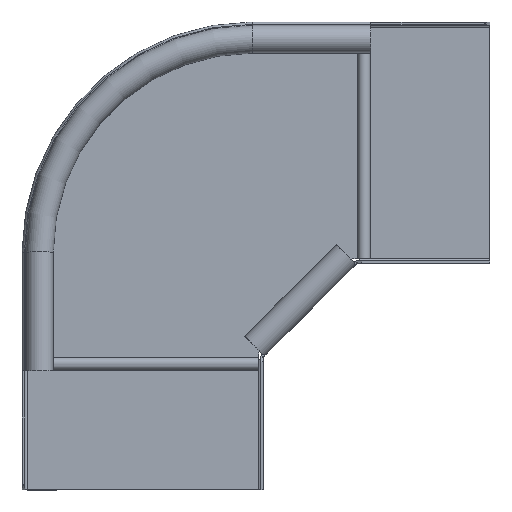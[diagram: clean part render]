
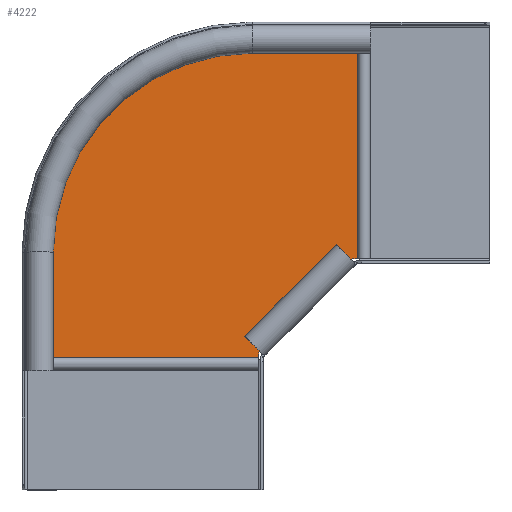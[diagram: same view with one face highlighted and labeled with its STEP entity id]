
A CAD part, top view. The second image highlights one B-rep face of the part: STEP entity #4222.
In plain terms, the highlighted planar face has unit normal (0, 0, 1).
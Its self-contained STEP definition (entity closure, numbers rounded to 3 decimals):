
#59 = VECTOR ( 'NONE', #3736, 1000. ) ;
#142 = CARTESIAN_POINT ( 'NONE',  ( 42.752, 200.08, 0. ) ) ;
#159 = EDGE_LOOP ( 'NONE', ( #3961, #1028, #1888, #1025, #5095, #4073, #3362, #2789 ) ) ;
#167 = VECTOR ( 'NONE', #1153, 1000. ) ;
#500 = CARTESIAN_POINT ( 'NONE',  ( 42.752, 100.08, 0. ) ) ;
#756 = EDGE_CURVE ( 'NONE', #3004, #1504, #1511, .T. ) ;
#855 = VECTOR ( 'NONE', #3681, 1000. ) ;
#926 = AXIS2_PLACEMENT_3D ( 'NONE', #1471, #1130, #1892 ) ;
#1025 = ORIENTED_EDGE ( 'NONE', *, *, #2070, .F. ) ;
#1028 = ORIENTED_EDGE ( 'NONE', *, *, #756, .T. ) ;
#1063 = VECTOR ( 'NONE', #4726, 1000. ) ;
#1130 = DIRECTION ( 'NONE',  ( 0., 0., -1. ) ) ;
#1142 = CARTESIAN_POINT ( 'NONE',  ( 0., 59.3, 0. ) ) ;
#1153 = DIRECTION ( 'NONE',  ( 0., 1., 0. ) ) ;
#1202 = AXIS2_PLACEMENT_3D ( 'NONE', #2177, #1788, #3764 ) ;
#1393 = CARTESIAN_POINT ( 'NONE',  ( 42.752, 200.08, 0. ) ) ;
#1394 = VERTEX_POINT ( 'NONE', #3494 ) ;
#1421 = VECTOR ( 'NONE', #2729, 1000. ) ;
#1471 = CARTESIAN_POINT ( 'NONE',  ( -100., 57.328, 0. ) ) ;
#1480 = CARTESIAN_POINT ( 'NONE',  ( -100., 103.08, 0. ) ) ;
#1504 = VERTEX_POINT ( 'NONE', #2087 ) ;
#1511 = LINE ( 'NONE', #1142, #1421 ) ;
#1788 = DIRECTION ( 'NONE',  ( 0., 0., 1. ) ) ;
#1828 = VERTEX_POINT ( 'NONE', #3929 ) ;
#1866 = LINE ( 'NONE', #3923, #1063 ) ;
#1888 = ORIENTED_EDGE ( 'NONE', *, *, #4806, .F. ) ;
#1892 = DIRECTION ( 'NONE',  ( -1., 0., 0. ) ) ;
#1975 = FACE_OUTER_BOUND ( 'NONE', #159, .T. ) ;
#1983 = VERTEX_POINT ( 'NONE', #1393 ) ;
#2070 = EDGE_CURVE ( 'NONE', #1983, #2095, #2585, .T. ) ;
#2087 = CARTESIAN_POINT ( 'NONE',  ( 40.78, 100.08, 0. ) ) ;
#2095 = VERTEX_POINT ( 'NONE', #3003 ) ;
#2177 = CARTESIAN_POINT ( 'NONE',  ( -3., 103.08, 0. ) ) ;
#2339 = DIRECTION ( 'NONE',  ( 1., 0., 0. ) ) ;
#2543 = EDGE_CURVE ( 'NONE', #1983, #1394, #4941, .T. ) ;
#2585 = LINE ( 'NONE', #4933, #59 ) ;
#2666 = PLANE ( 'NONE',  #926 ) ;
#2682 = EDGE_CURVE ( 'NONE', #1828, #2684, #3062, .T. ) ;
#2684 = VERTEX_POINT ( 'NONE', #4651 ) ;
#2713 = CARTESIAN_POINT ( 'NONE',  ( -100., 57.328, 0. ) ) ;
#2717 = VERTEX_POINT ( 'NONE', #1480 ) ;
#2729 = DIRECTION ( 'NONE',  ( 0.707, 0.707, 0. ) ) ;
#2789 = ORIENTED_EDGE ( 'NONE', *, *, #2682, .T. ) ;
#2902 = CARTESIAN_POINT ( 'NONE',  ( 0., 59.3, 0. ) ) ;
#3003 = CARTESIAN_POINT ( 'NONE',  ( 42.752, 100.08, 0. ) ) ;
#3004 = VERTEX_POINT ( 'NONE', #2902 ) ;
#3027 = LINE ( 'NONE', #2713, #167 ) ;
#3062 = LINE ( 'NONE', #3563, #3240 ) ;
#3161 = EDGE_CURVE ( 'NONE', #2684, #3004, #1866, .T. ) ;
#3239 = LINE ( 'NONE', #500, #855 ) ;
#3240 = VECTOR ( 'NONE', #2339, 1000. ) ;
#3362 = ORIENTED_EDGE ( 'NONE', *, *, #4544, .F. ) ;
#3441 = CIRCLE ( 'NONE', #1202, 97. ) ;
#3494 = CARTESIAN_POINT ( 'NONE',  ( -3., 200.08, 0. ) ) ;
#3563 = CARTESIAN_POINT ( 'NONE',  ( -100., 57.328, 0. ) ) ;
#3681 = DIRECTION ( 'NONE',  ( -1., 0., 0. ) ) ;
#3736 = DIRECTION ( 'NONE',  ( 0., -1., 0. ) ) ;
#3764 = DIRECTION ( 'NONE',  ( -1., 0., 0. ) ) ;
#3923 = CARTESIAN_POINT ( 'NONE',  ( 0., 57.328, 0. ) ) ;
#3929 = CARTESIAN_POINT ( 'NONE',  ( -100., 57.328, 0. ) ) ;
#3961 = ORIENTED_EDGE ( 'NONE', *, *, #3161, .T. ) ;
#4073 = ORIENTED_EDGE ( 'NONE', *, *, #4113, .T. ) ;
#4113 = EDGE_CURVE ( 'NONE', #1394, #2717, #3441, .T. ) ;
#4138 = VECTOR ( 'NONE', #4573, 1000. ) ;
#4222 = ADVANCED_FACE ( 'NONE', ( #1975 ), #2666, .F. ) ;
#4544 = EDGE_CURVE ( 'NONE', #1828, #2717, #3027, .T. ) ;
#4573 = DIRECTION ( 'NONE',  ( -1., 0., 0. ) ) ;
#4651 = CARTESIAN_POINT ( 'NONE',  ( 0., 57.328, 0. ) ) ;
#4726 = DIRECTION ( 'NONE',  ( 0., 1., 0. ) ) ;
#4806 = EDGE_CURVE ( 'NONE', #2095, #1504, #3239, .T. ) ;
#4933 = CARTESIAN_POINT ( 'NONE',  ( 42.752, 200.08, 0. ) ) ;
#4941 = LINE ( 'NONE', #142, #4138 ) ;
#5095 = ORIENTED_EDGE ( 'NONE', *, *, #2543, .T. ) ;
